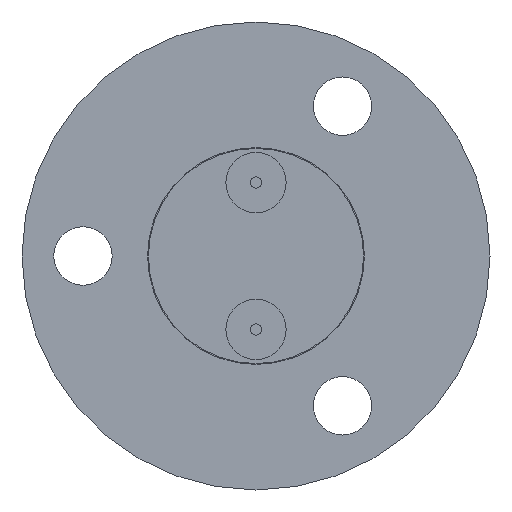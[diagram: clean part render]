
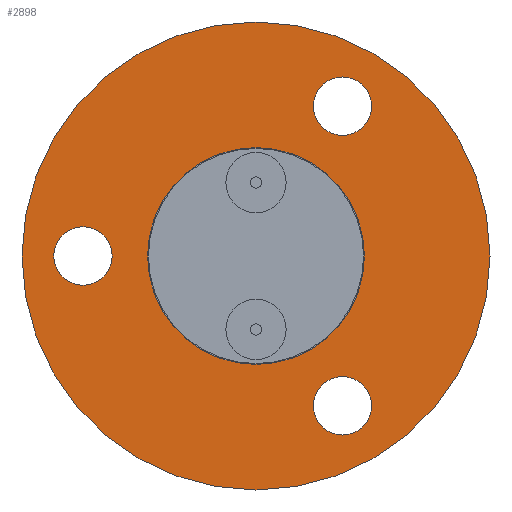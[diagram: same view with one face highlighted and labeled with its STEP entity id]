
A CAD part, front view. The second image highlights one B-rep face of the part: STEP entity #2898.
In plain terms, the highlighted planar face has unit normal (0, -1, 0).
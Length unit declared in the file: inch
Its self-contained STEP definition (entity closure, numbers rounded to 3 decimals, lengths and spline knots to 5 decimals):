
#48 = EDGE_CURVE ( 'NONE', #1323, #1324, #526, .T. ) ;
#49 = AXIS2_PLACEMENT_3D ( 'NONE', #1458, #1470, #1471 ) ;
#50 = EDGE_CURVE ( 'NONE', #1329, #1330, #683, .T. ) ;
#53 = EDGE_CURVE ( 'NONE', #1337, #1338, #628, .T. ) ;
#94 = AXIS2_PLACEMENT_3D ( 'NONE', #1416, #1418, #1419 ) ;
#110 = EDGE_CURVE ( 'NONE', #1340, #1339, #704, .T. ) ;
#114 = EDGE_CURVE ( 'NONE', #1339, #1340, #412, .T. ) ;
#132 = EDGE_CURVE ( 'NONE', #1330, #1329, #788, .T. ) ;
#135 = EDGE_CURVE ( 'NONE', #1324, #1323, #476, .T. ) ;
#239 = ORIENTED_EDGE ( 'NONE', *, *, #135, .T. ) ;
#412 = CIRCLE ( 'NONE', #3470, 0.56496 ) ;
#425 = EDGE_LOOP ( 'NONE', ( #707, #709 ) ) ;
#451 = EDGE_LOOP ( 'NONE', ( #715, #722 ) ) ;
#476 = CIRCLE ( 'NONE', #3286, 0.26181 ) ;
#502 = EDGE_LOOP ( 'NONE', ( #708, #717 ) ) ;
#517 = EDGE_LOOP ( 'NONE', ( #239, #789 ) ) ;
#526 = CIRCLE ( 'NONE', #3574, 0.26181 ) ;
#628 = CIRCLE ( 'NONE', #94, 0.07047 ) ;
#683 = CIRCLE ( 'NONE', #3462, 0.07047 ) ;
#704 = CIRCLE ( 'NONE', #3528, 0.56496 ) ;
#707 = ORIENTED_EDGE ( 'NONE', *, *, #132, .F. ) ;
#708 = ORIENTED_EDGE ( 'NONE', *, *, #3545, .F. ) ;
#709 = ORIENTED_EDGE ( 'NONE', *, *, #50, .F. ) ;
#712 = ORIENTED_EDGE ( 'NONE', *, *, #114, .T. ) ;
#715 = ORIENTED_EDGE ( 'NONE', *, *, #3543, .F. ) ;
#717 = ORIENTED_EDGE ( 'NONE', *, *, #3550, .F. ) ;
#721 = ORIENTED_EDGE ( 'NONE', *, *, #110, .T. ) ;
#722 = ORIENTED_EDGE ( 'NONE', *, *, #53, .F. ) ;
#785 = EDGE_LOOP ( 'NONE', ( #721, #712 ) ) ;
#788 = CIRCLE ( 'NONE', #3500, 0.07047 ) ;
#789 = ORIENTED_EDGE ( 'NONE', *, *, #48, .T. ) ;
#876 = CARTESIAN_POINT ( 'NONE',  ( 0., 1.00157, 0.26181 ) ) ;
#877 = CARTESIAN_POINT ( 'NONE',  ( 0., 1.00157, -0.26181 ) ) ;
#882 = CARTESIAN_POINT ( 'NONE',  ( 0.20886, 1.00157, 0.29128 ) ) ;
#883 = CARTESIAN_POINT ( 'NONE',  ( 0.20886, 1.00157, 0.43223 ) ) ;
#886 = CARTESIAN_POINT ( 'NONE',  ( 0.20886, 1.00157, -0.43223 ) ) ;
#887 = CARTESIAN_POINT ( 'NONE',  ( 0.20886, 1.00157, -0.29128 ) ) ;
#890 = CARTESIAN_POINT ( 'NONE',  ( -0.41772, 1.00157, -0.07047 ) ) ;
#891 = CARTESIAN_POINT ( 'NONE',  ( -0.41772, 1.00157, 0.07047 ) ) ;
#892 = CARTESIAN_POINT ( 'NONE',  ( 0., 1.00157, 0.56496 ) ) ;
#893 = CARTESIAN_POINT ( 'NONE',  ( 0., 1.00157, -0.56496 ) ) ;
#1138 = FACE_OUTER_BOUND ( 'NONE', #785, .T. ) ;
#1230 = FACE_BOUND ( 'NONE', #502, .T. ) ;
#1246 = FACE_BOUND ( 'NONE', #451, .T. ) ;
#1250 = FACE_BOUND ( 'NONE', #425, .T. ) ;
#1273 = FACE_BOUND ( 'NONE', #517, .T. ) ;
#1323 = VERTEX_POINT ( 'NONE', #876 ) ;
#1324 = VERTEX_POINT ( 'NONE', #877 ) ;
#1329 = VERTEX_POINT ( 'NONE', #882 ) ;
#1330 = VERTEX_POINT ( 'NONE', #883 ) ;
#1333 = VERTEX_POINT ( 'NONE', #886 ) ;
#1334 = VERTEX_POINT ( 'NONE', #887 ) ;
#1337 = VERTEX_POINT ( 'NONE', #890 ) ;
#1338 = VERTEX_POINT ( 'NONE', #891 ) ;
#1339 = VERTEX_POINT ( 'NONE', #892 ) ;
#1340 = VERTEX_POINT ( 'NONE', #893 ) ;
#1410 = CARTESIAN_POINT ( 'NONE',  ( 0., 1.00157, 0. ) ) ;
#1411 = DIRECTION ( 'NONE',  ( 0., 1., 0. ) ) ;
#1412 = DIRECTION ( 'NONE',  ( 0., 0., -1. ) ) ;
#1413 = CARTESIAN_POINT ( 'NONE',  ( 0.20886, 1.00157, 0.36175 ) ) ;
#1414 = DIRECTION ( 'NONE',  ( 0., -1., 0. ) ) ;
#1415 = DIRECTION ( 'NONE',  ( 0.866, 0., -0.5 ) ) ;
#1416 = CARTESIAN_POINT ( 'NONE',  ( -0.41772, 1.00157, 0. ) ) ;
#1418 = DIRECTION ( 'NONE',  ( 0., -1., 0. ) ) ;
#1419 = DIRECTION ( 'NONE',  ( 0., 0., 1. ) ) ;
#1458 = CARTESIAN_POINT ( 'NONE',  ( 0., 1.00157, 0. ) ) ;
#1459 = PLANE ( 'NONE',  #49 ) ;
#1470 = DIRECTION ( 'NONE',  ( 0., -1., 0. ) ) ;
#1471 = DIRECTION ( 'NONE',  ( 0., 0., 1. ) ) ;
#1947 = CARTESIAN_POINT ( 'NONE',  ( 0.20886, 1.00157, -0.36175 ) ) ;
#1953 = DIRECTION ( 'NONE',  ( 0., -1., 0. ) ) ;
#1954 = DIRECTION ( 'NONE',  ( 0., 0., 1. ) ) ;
#1956 = DIRECTION ( 'NONE',  ( 0., -1., 0. ) ) ;
#1957 = DIRECTION ( 'NONE',  ( -0.866, 0., -0.5 ) ) ;
#1958 = CARTESIAN_POINT ( 'NONE',  ( 0.20886, 1.00157, -0.36175 ) ) ;
#1965 = DIRECTION ( 'NONE',  ( 0., -1., 0. ) ) ;
#1966 = DIRECTION ( 'NONE',  ( -0.866, 0., -0.5 ) ) ;
#2062 = CARTESIAN_POINT ( 'NONE',  ( 0., 1.00157, 0. ) ) ;
#2068 = DIRECTION ( 'NONE',  ( 0., -1., 0. ) ) ;
#2069 = DIRECTION ( 'NONE',  ( 0., 0., 1. ) ) ;
#2072 = CARTESIAN_POINT ( 'NONE',  ( 0., 1.00157, 0. ) ) ;
#2073 = DIRECTION ( 'NONE',  ( 0., -1., 0. ) ) ;
#2074 = DIRECTION ( 'NONE',  ( 0., 0., 1. ) ) ;
#2082 = CARTESIAN_POINT ( 'NONE',  ( 0., 1.00157, 0. ) ) ;
#2085 = CARTESIAN_POINT ( 'NONE',  ( 0.20886, 1.00157, 0.36175 ) ) ;
#2087 = DIRECTION ( 'NONE',  ( 0., -1., 0. ) ) ;
#2088 = DIRECTION ( 'NONE',  ( 0.866, 0., -0.5 ) ) ;
#2091 = DIRECTION ( 'NONE',  ( 0., 1., 0. ) ) ;
#2092 = DIRECTION ( 'NONE',  ( 0., 0., -1. ) ) ;
#2239 = CIRCLE ( 'NONE', #2614, 0.07047 ) ;
#2256 = CIRCLE ( 'NONE', #2642, 0.07047 ) ;
#2257 = CIRCLE ( 'NONE', #2613, 0.07047 ) ;
#2545 = CARTESIAN_POINT ( 'NONE',  ( -0.41772, 1.00157, 0. ) ) ;
#2613 = AXIS2_PLACEMENT_3D ( 'NONE', #2545, #1953, #1954 ) ;
#2614 = AXIS2_PLACEMENT_3D ( 'NONE', #1958, #1965, #1966 ) ;
#2642 = AXIS2_PLACEMENT_3D ( 'NONE', #1947, #1956, #1957 ) ;
#2898 = ADVANCED_FACE ( 'NONE', ( #1273, #1250, #1230, #1246, #1138 ), #1459, .T. ) ;
#3286 = AXIS2_PLACEMENT_3D ( 'NONE', #2082, #2091, #2092 ) ;
#3462 = AXIS2_PLACEMENT_3D ( 'NONE', #1413, #1414, #1415 ) ;
#3470 = AXIS2_PLACEMENT_3D ( 'NONE', #2072, #2073, #2074 ) ;
#3500 = AXIS2_PLACEMENT_3D ( 'NONE', #2085, #2087, #2088 ) ;
#3528 = AXIS2_PLACEMENT_3D ( 'NONE', #2062, #2068, #2069 ) ;
#3543 = EDGE_CURVE ( 'NONE', #1338, #1337, #2257, .T. ) ;
#3545 = EDGE_CURVE ( 'NONE', #1334, #1333, #2256, .T. ) ;
#3550 = EDGE_CURVE ( 'NONE', #1333, #1334, #2239, .T. ) ;
#3574 = AXIS2_PLACEMENT_3D ( 'NONE', #1410, #1411, #1412 ) ;
